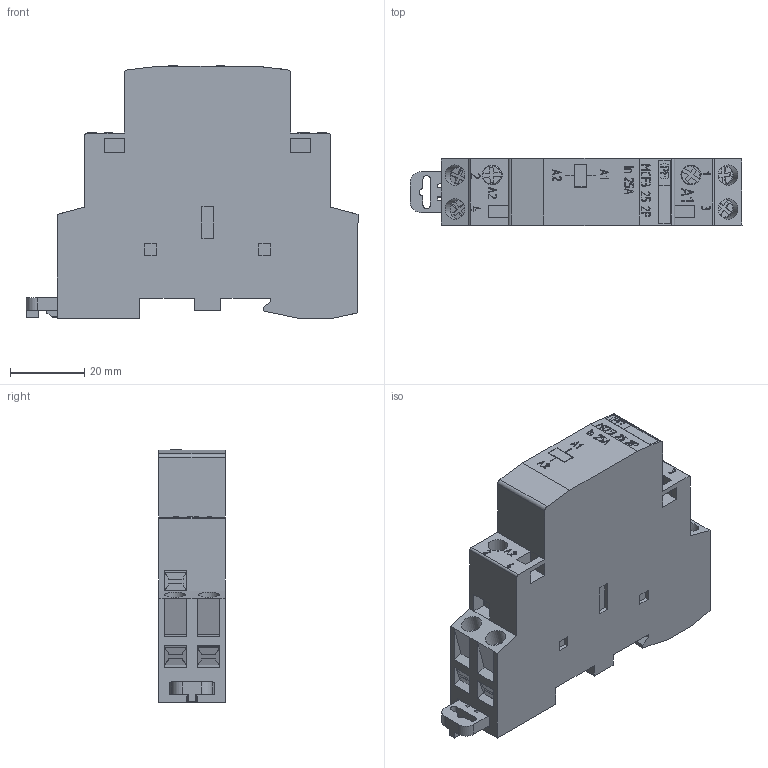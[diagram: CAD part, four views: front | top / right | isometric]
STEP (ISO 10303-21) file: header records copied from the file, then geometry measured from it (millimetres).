
FILE_DESCRIPTION(('STEP AP242'), '1');
FILE_NAME('栖闉罻 MCF3 25 2P', '', ('UNSPECIFIED'), ('UNSPECIFIED'), 'C3D Converter', 'C3D Toolkit', '');
FILE_SCHEMA(('AP242_MANAGED_MODEL_BASED_3D_ENGINEERING_MIM_LF { 1 0 10303 442 1 1 4 }'));
Length unit declared in the file: millimetre
Assembly tree (15 placements, depth 2):
  (unnamed)
    (unnamed)  x4
    (unnamed)  x2
    (unnamed)  x2
    (unnamed)  x2
    (unnamed)
    (unnamed)
    (unnamed)
    (unnamed)
    (unnamed)
Bounding box: 89.7 x 18 x 68.28 mm (x, y, z)
Volume: 73935 mm3; surface area: 19883.5 mm2
Topology: 16 solids, 17 shells, 1315 faces, 3577 edges, 2335 vertices
Faces by surface type: plane 765, extrusion 436, cylinder 74, cone 18, sphere 14, torus 5, bspline 3
Full cylindrical faces by diameter (mm): 2.9 x6, 4.3 x1, 5.35 x2, 5.36 x6, 5.545 x4
Entity records: 40528 total; most frequent: CARTESIAN_POINT 9630, ORIENTED_EDGE 6430, DIRECTION 4431, EDGE_CURVE 3216, VECTOR 2589, LINE 2153, VERTEX_POINT 2125, B_SPLINE_CURVE_WITH_KNOTS 1327
